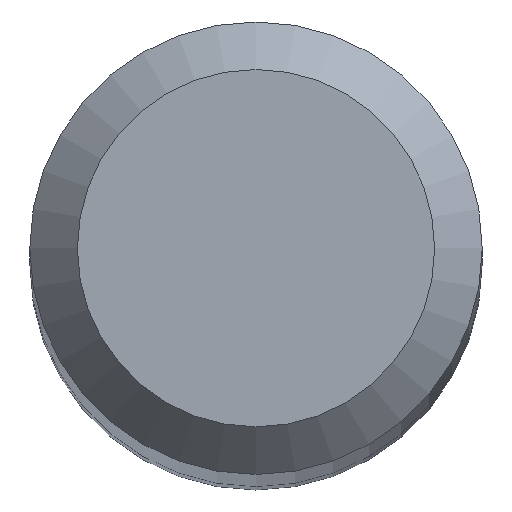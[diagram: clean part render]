
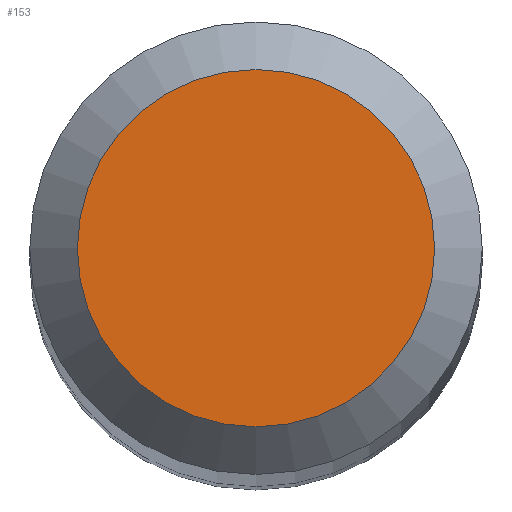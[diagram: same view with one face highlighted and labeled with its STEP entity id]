
A CAD part, top view. The second image highlights one B-rep face of the part: STEP entity #153.
In plain terms, the highlighted planar face has unit normal (0, 0, 1).
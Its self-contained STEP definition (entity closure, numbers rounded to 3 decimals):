
#1 = EDGE_CURVE ( 'NONE', #202, #202, #20, .T. ) ;
#9 = FACE_OUTER_BOUND ( 'NONE', #174, .T. ) ;
#20 = CIRCLE ( 'NONE', #158, 0.75 ) ;
#51 = DIRECTION ( 'NONE',  ( 0., 0., -1. ) ) ;
#68 = AXIS2_PLACEMENT_3D ( 'NONE', #196, #51, #111 ) ;
#81 = DIRECTION ( 'NONE',  ( 0., 0., -1. ) ) ;
#111 = DIRECTION ( 'NONE',  ( 0., 1., 0. ) ) ;
#131 = PLANE ( 'NONE',  #68 ) ;
#134 = ORIENTED_EDGE ( 'NONE', *, *, #1, .F. ) ;
#135 = CARTESIAN_POINT ( 'NONE',  ( 0., 0., 38. ) ) ;
#153 = ADVANCED_FACE ( 'NONE', ( #9 ), #131, .F. ) ;
#158 = AXIS2_PLACEMENT_3D ( 'NONE', #135, #81, #167 ) ;
#167 = DIRECTION ( 'NONE',  ( 0., 1., 0. ) ) ;
#170 = CARTESIAN_POINT ( 'NONE',  ( 0., 0.75, 38. ) ) ;
#174 = EDGE_LOOP ( 'NONE', ( #134 ) ) ;
#196 = CARTESIAN_POINT ( 'NONE',  ( 0., 0., 38. ) ) ;
#202 = VERTEX_POINT ( 'NONE', #170 ) ;
